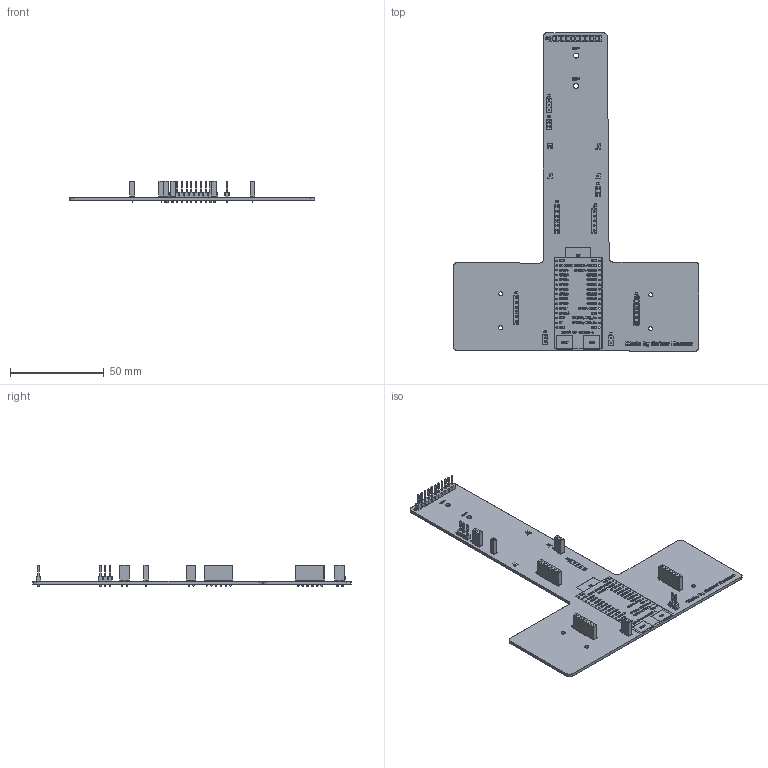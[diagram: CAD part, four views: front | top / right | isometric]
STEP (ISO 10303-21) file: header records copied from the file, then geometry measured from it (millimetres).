
FILE_DESCRIPTION(('KiCad electronic assembly'),'2;1');
FILE_NAME('Line Following Robot.step','2025-12-17T20:26:38',('Pcbnew'),( 'Kicad'),'Open CASCADE STEP processor 7.9','KiCad to STEP converter' ,'Unknown');
FILE_SCHEMA(('AUTOMOTIVE_DESIGN { 1 0 10303 214 1 1 1 1 }'));
Length unit declared in the file: millimetre
Products named in the file (11): Line Following Robot 1; PinSocket_1x02_P2.54mm_Vertical; PinHeader_1x03_P2.54mm_Vertical; PinSocket_1x06_P2.54mm_Vertical; PinHeader_1x02_P2.54mm_Vertical; PinHeader_1x11_P2.54mm_Vertical; PinSocket_1x01_P2.54mm_Vertical; Line Following Robot_silkscreen; Line Following Robot_soldermask; Line Following Robot_PCB
Assembly tree (14 placements, depth 2):
  Line Following Robot 1
    PinSocket_1x02_P2.54mm_Vertical  x3
    PinHeader_1x03_P2.54mm_Vertical
    PinSocket_1x06_P2.54mm_Vertical  x3
    PinHeader_1x02_P2.54mm_Vertical
    PinHeader_1x11_P2.54mm_Vertical
    PinSocket_1x01_P2.54mm_Vertical
    Line Following Robot_silkscreen
    Line Following Robot_soldermask
    Line Following Robot_soldermask
    Line Following Robot_PCB
Bounding box: 130.54 x 169.48 x 11.64 mm (x, y, z)
Volume: 17124.2 mm3; surface area: 45759.9 mm2
Topology: 11 solids, 309 shells, 1518 faces, 8918 edges, 7802 vertices
Faces by surface type: plane 1424, cylinder 94
Full cylindrical faces by diameter (mm): 0.8 x30, 1 x50, 2.2 x4, 2.7 x2
Entity records: 83032 total; most frequent: CARTESIAN_POINT 15845, DIRECTION 11664, ORIENTED_EDGE 9670, EDGE_CURVE 7734, VERTEX_POINT 7034, LINE 5958, VECTOR 5958, AXIS2_PLACEMENT_3D 2853
